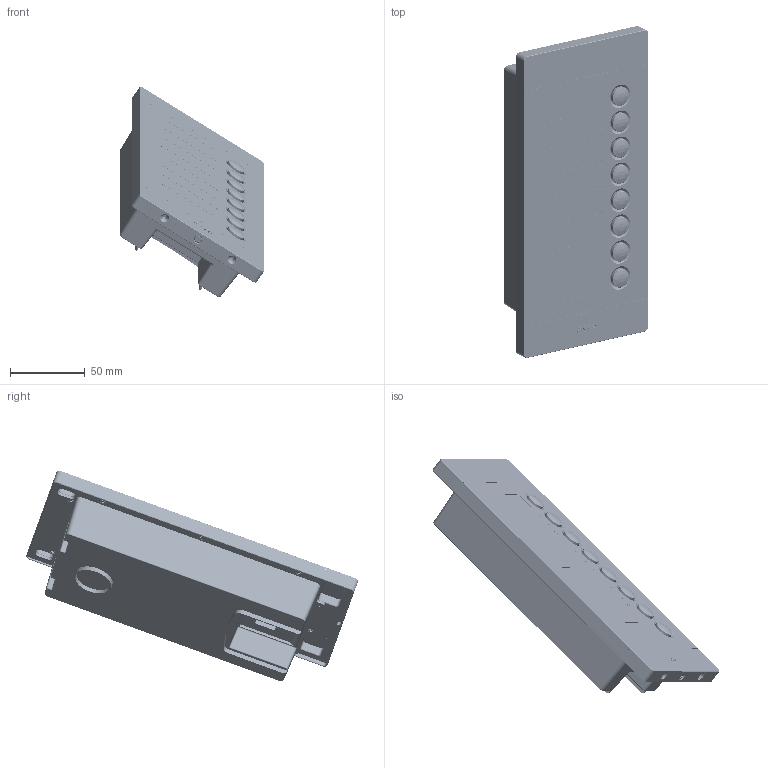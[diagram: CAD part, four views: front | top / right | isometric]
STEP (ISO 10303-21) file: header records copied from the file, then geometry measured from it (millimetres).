
FILE_DESCRIPTION(('CATIA V5 STEP Exchange'),'2;1');
FILE_NAME('VI-PEAUX.stp','2024-03-21T07:47:44+00:00',('none'),('none'),'CATIA Version 5-6 Release 2016 SP6','CATIA V5 STEP AP203','none');
FILE_SCHEMA(('CONFIG_CONTROL_DESIGN'));
Products named in the file (1): VI-PEAUX
Assembly tree (2 placements, depth 2):
  VI-PEAUX
    #57
    #101
Bounding box: 96.72 x 222.5 x 140.95 mm (x, y, z)
Volume: 235692.8 mm3; surface area: 288406.1 mm2
Topology: 85 solids, 85 shells, 4947 faces, 12803 edges, 8130 vertices
Faces by surface type: plane 1961, cylinder 1539, cone 555, torus 528, bspline 248, sphere 96, extrusion 20
Entity records: 204067 total; most frequent: CARTESIAN_POINT 90581, ORIENTED_EDGE 25410, DIRECTION 19071, EDGE_CURVE 12705, VERTEX_POINT 8126, AXIS2_PLACEMENT_3D 8052, VECTOR 6365, LINE 6345
